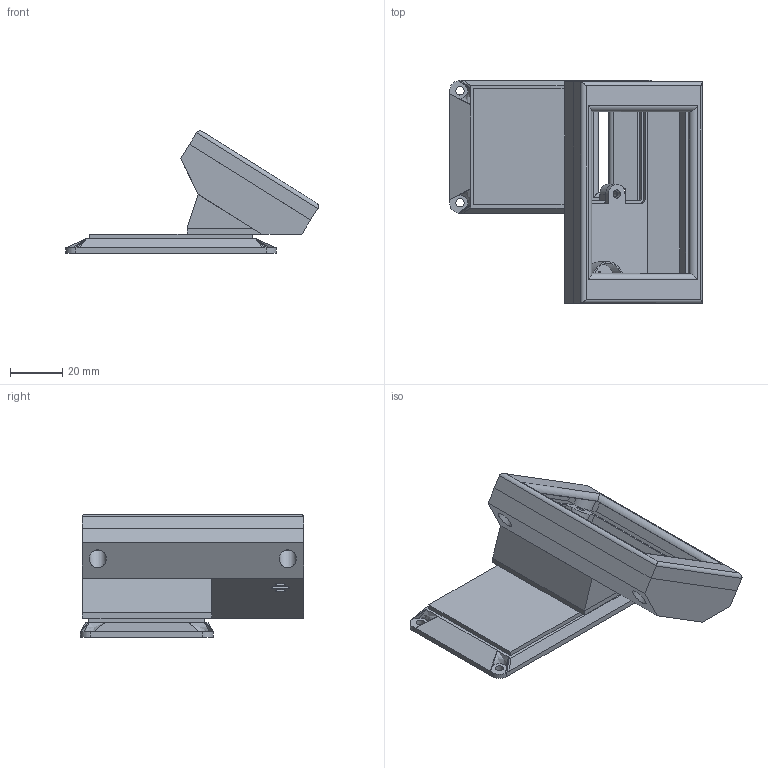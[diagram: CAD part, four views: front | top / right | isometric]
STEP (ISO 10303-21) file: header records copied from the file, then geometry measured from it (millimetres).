
FILE_DESCRIPTION(('FreeCAD Model'),'2;1');
FILE_NAME('Open CASCADE Shape Model','2023-01-06T19:29:09',(''),(''), 'Open CASCADE STEP processor 7.6','FreeCAD','Unknown');
FILE_SCHEMA(('AUTOMOTIVE_DESIGN { 1 0 10303 214 1 1 1 1 }'));
Length unit declared in the file: millimetre
Products named in the file (5): TFT_Shroud; Base_mount; Screen_box; Screen_stand; Screen_cover
Assembly tree (4 placements, depth 2):
  TFT_Shroud
    Base_mount
    Screen_box
    Screen_stand
    Screen_cover
Bounding box: 97.14 x 85.7 x 46.96 mm (x, y, z)
Volume: 52208.3 mm3; surface area: 37559.6 mm2
Topology: 4 solids, 4 shells, 270 faces, 700 edges, 452 vertices
Faces by surface type: plane 156, cylinder 81, bspline 33
Full cylindrical faces by diameter (mm): 2.7 x9, 3.2 x10, 3.5 x3, 6.5 x7, 13 x1
Entity records: 18064 total; most frequent: CARTESIAN_POINT 4301, DIRECTION 2389, LINE 1462, VECTOR 1462, ORIENTED_EDGE 1392, PCURVE 1392, DEFINITIONAL_REPRESENTATION 1392, EDGE_CURVE 696
